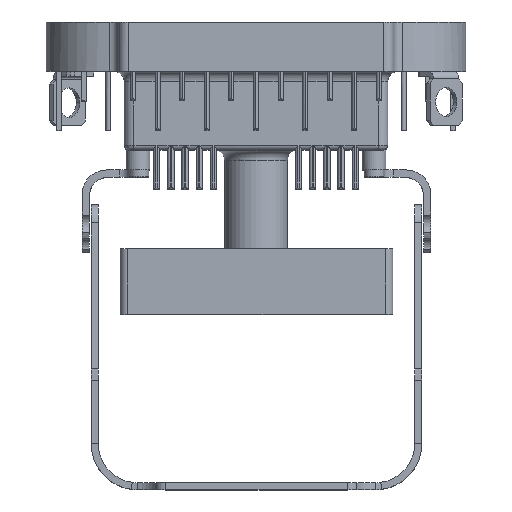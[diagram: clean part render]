
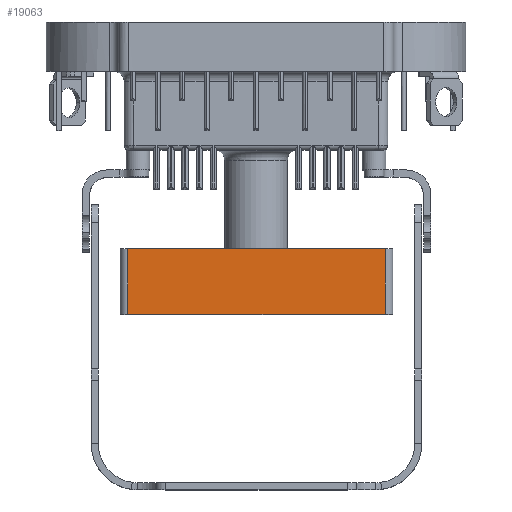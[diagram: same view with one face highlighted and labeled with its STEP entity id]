
A CAD part, top view. The second image highlights one B-rep face of the part: STEP entity #19063.
In plain terms, the highlighted planar face has unit normal (0, 0, 1).
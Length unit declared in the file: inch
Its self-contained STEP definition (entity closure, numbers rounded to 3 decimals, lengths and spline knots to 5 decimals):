
#18781=DIRECTION('',(1.,0.,0.));
#18782=VECTOR('',#18781,6.53543);
#18783=CARTESIAN_POINT('',(-3.26772,0.,1.5748));
#18784=LINE('',#18783,#18782);
#18844=DIRECTION('',(1.,0.,0.));
#18845=VECTOR('',#18844,6.53543);
#18846=CARTESIAN_POINT('',(-3.26772,-1.66929,
1.5748));
#18847=LINE('',#18846,#18845);
#18872=DIRECTION('',(0.,-1.,0.));
#18873=VECTOR('',#18872,1.66929);
#18874=CARTESIAN_POINT('',(3.26772,0.,1.5748));
#18875=LINE('',#18874,#18873);
#18876=DIRECTION('',(0.,-1.,0.));
#18877=VECTOR('',#18876,1.66929);
#18878=CARTESIAN_POINT('',(-3.26772,0.,1.5748));
#18879=LINE('',#18878,#18877);
#18881=CARTESIAN_POINT('',(3.26772,-1.66929,
1.5748));
#18883=VERTEX_POINT('',#18881);
#18884=CARTESIAN_POINT('',(3.26772,0.,1.5748));
#18885=VERTEX_POINT('',#18884);
#18888=CARTESIAN_POINT('',(-3.26772,-1.66929,
1.5748));
#18890=VERTEX_POINT('',#18888);
#18894=CARTESIAN_POINT('',(-3.26772,0.,1.5748));
#18895=VERTEX_POINT('',#18894);
#19052=CARTESIAN_POINT('',(-3.46457,0.,1.5748));
#19053=DIRECTION('',(0.,0.,1.));
#19054=DIRECTION('',(1.,0.,0.));
#19055=AXIS2_PLACEMENT_3D('',#19052,#19053,#19054);
#19056=PLANE('',#19055);
#19057=ORIENTED_EDGE('',*,*,#18943,.T.);
#19058=ORIENTED_EDGE('',*,*,#18969,.F.);
#19059=ORIENTED_EDGE('',*,*,#19047,.F.);
#19060=ORIENTED_EDGE('',*,*,#18919,.T.);
#19061=EDGE_LOOP('',(#19057,#19058,#19059,#19060));
#19062=FACE_OUTER_BOUND('',#19061,.F.);
#19063=ADVANCED_FACE('',(#19062),#19056,.T.);
#18919=EDGE_CURVE('',#18895,#18885,#18784,.T.);
#18943=EDGE_CURVE('',#18885,#18883,#18875,.T.);
#18969=EDGE_CURVE('',#18890,#18883,#18847,.T.);
#19047=EDGE_CURVE('',#18895,#18890,#18879,.T.);
